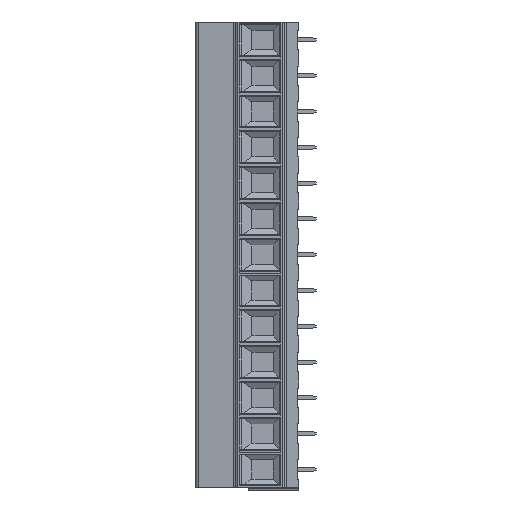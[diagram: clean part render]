
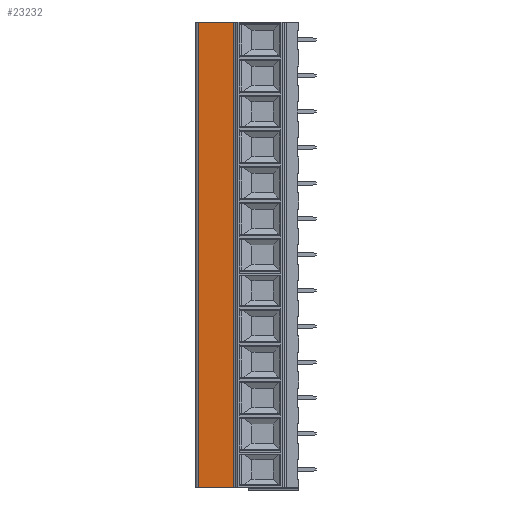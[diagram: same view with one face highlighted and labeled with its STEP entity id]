
A CAD part, left-side view. The second image highlights one B-rep face of the part: STEP entity #23232.
In plain terms, the highlighted planar face has unit normal (-0.996, 0.087, 0).
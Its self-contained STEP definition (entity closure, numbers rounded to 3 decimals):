
#84=DIRECTION('',(-0.087,-0.996,0.));
#85=VECTOR('',#84,9.977);
#86=CARTESIAN_POINT('',(-5.075,13.737,127.));
#87=LINE('',#86,#85);
#6066=DIRECTION('',(0.,0.,-1.));
#6067=VECTOR('',#6066,132.08);
#6068=CARTESIAN_POINT('',(-5.075,13.737,127.));
#6069=LINE('',#6068,#6067);
#6070=DIRECTION('',(0.,0.,-1.));
#6071=VECTOR('',#6070,132.08);
#6072=CARTESIAN_POINT('',(-5.945,3.798,127.));
#6073=LINE('',#6072,#6071);
#6202=DIRECTION('',(-0.087,-0.996,0.));
#6203=VECTOR('',#6202,9.977);
#6204=CARTESIAN_POINT('',(-5.075,13.737,-5.08));
#6205=LINE('',#6204,#6203);
#13027=CARTESIAN_POINT('',(-5.075,13.737,127.));
#13029=VERTEX_POINT('',#13027);
#13030=CARTESIAN_POINT('',(-5.945,3.798,127.));
#13031=VERTEX_POINT('',#13030);
#13057=CARTESIAN_POINT('',(-5.075,13.737,-5.08));
#13059=VERTEX_POINT('',#13057);
#13060=CARTESIAN_POINT('',(-5.945,3.798,-5.08));
#13061=VERTEX_POINT('',#13060);
#23219=CARTESIAN_POINT('',(-5.075,13.737,127.));
#23220=DIRECTION('',(-0.996,0.087,0.));
#23221=DIRECTION('',(-0.087,-0.996,0.));
#23222=AXIS2_PLACEMENT_3D('',#23219,#23220,#23221);
#23223=PLANE('',#23222);
#23224=ORIENTED_EDGE('',*,*,#16771,.T.);
#23226=ORIENTED_EDGE('',*,*,#23225,.T.);
#23228=ORIENTED_EDGE('',*,*,#23227,.F.);
#23229=ORIENTED_EDGE('',*,*,#23211,.F.);
#23230=EDGE_LOOP('',(#23224,#23226,#23228,#23229));
#23231=FACE_OUTER_BOUND('',#23230,.F.);
#16771=EDGE_CURVE('',#13029,#13031,#87,.T.);
#23211=EDGE_CURVE('',#13029,#13059,#6069,.T.);
#23225=EDGE_CURVE('',#13031,#13061,#6073,.T.);
#23227=EDGE_CURVE('',#13059,#13061,#6205,.T.);
#23232=ADVANCED_FACE('',(#23231),#23223,.T.);
